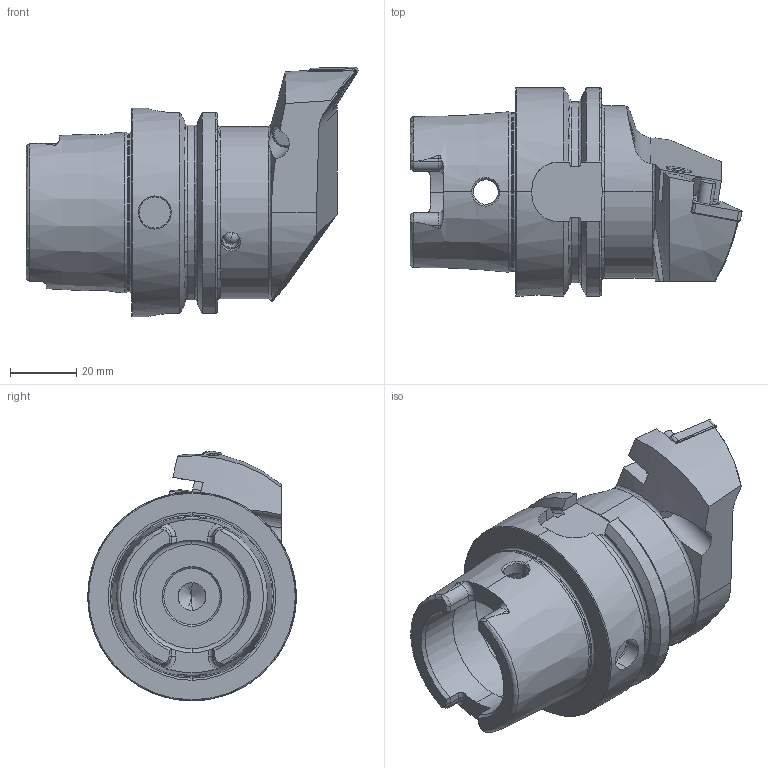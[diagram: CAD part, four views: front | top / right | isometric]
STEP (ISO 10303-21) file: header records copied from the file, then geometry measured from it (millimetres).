
FILE_DESCRIPTION (( 'STEP AP203' ), '1' );
FILE_NAME ('HA6-PDF.LJA.070.STEP', '2012-03-23T14:47:10', ( 'baer' ), ( 'Hewlett-Packard Company' ), 'SwSTEP 2.0', 'SolidWorks 2011', '' );
FILE_SCHEMA (( 'CONFIG_CONTROL_DESIGN' ));
Length unit declared in the file: millimetre
Products named in the file (6): HA6-PDF.LJA.070; KVT_MB_600_060; WDF-ER3.101.000_A; WDF-ER2.101.003_A; WCD-ER4.101.017_A; HA6-PDF.LJA.070_A
Assembly tree (5 placements, depth 2):
  HA6-PDF.LJA.070
    WDF-ER2.101.003_A
    WCD-ER4.101.017_A
    KVT_MB_600_060
    HA6-PDF.LJA.070_A
    WDF-ER3.101.000_A
Bounding box: 100.29 x 63 x 75.39 mm (x, y, z)
Volume: 142528.1 mm3; surface area: 32322.4 mm2
Topology: 6 solids, 6 shells, 319 faces, 805 edges, 490 vertices
Faces by surface type: plane 96, cylinder 93, cone 84, torus 39, bspline 5, sphere 2
Entity records: 11574 total; most frequent: CARTESIAN_POINT 3562, ORIENTED_EDGE 1584, DIRECTION 1523, EDGE_CURVE 792, AXIS2_PLACEMENT_3D 601, VERTEX_POINT 487, EDGE_LOOP 335, VECTOR 321
